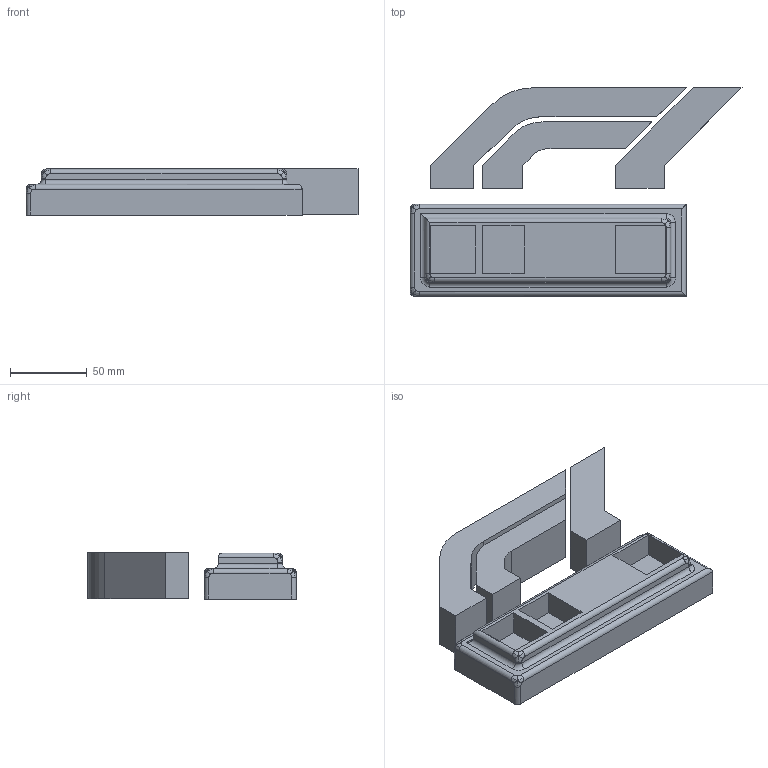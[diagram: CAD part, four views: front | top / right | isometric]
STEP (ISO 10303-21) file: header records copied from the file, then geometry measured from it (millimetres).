
FILE_DESCRIPTION(/* description */ (''),/* implementation_level */ '2;1');
FILE_NAME(/* name */ 'F1 Model.step',/* time_stamp */ '2026-02-07T19:51:17+05:30',/* author */ (''),/* organization */ (''),/* preprocessor_version */ 'ST-DEVELOPER v20.1',/* originating_system */ 'Autodesk Translation Framework v14.21.0.0',/* authorisation */ '');
FILE_SCHEMA (('AUTOMOTIVE_DESIGN { 1 0 10303 214 3 1 1 }'));
Length unit declared in the file: millimetre
Products named in the file (2): F1 Model; F1 Logo
Assembly tree (1 placements, depth 2):
  F1 Model
    F1 Logo
Bounding box: 216.5 x 136.09 x 30.09 mm (x, y, z)
Volume: 469119.8 mm3; surface area: 82105.5 mm2
Topology: 4 solids, 4 shells, 108 faces, 263 edges, 167 vertices
Faces by surface type: plane 54, bspline 30, cylinder 21, torus 3
Entity records: 4274 total; most frequent: CARTESIAN_POINT 1741, ORIENTED_EDGE 526, DIRECTION 481, EDGE_CURVE 263, VERTEX_POINT 167, AXIS2_PLACEMENT_3D 167, LINE 147, VECTOR 147
